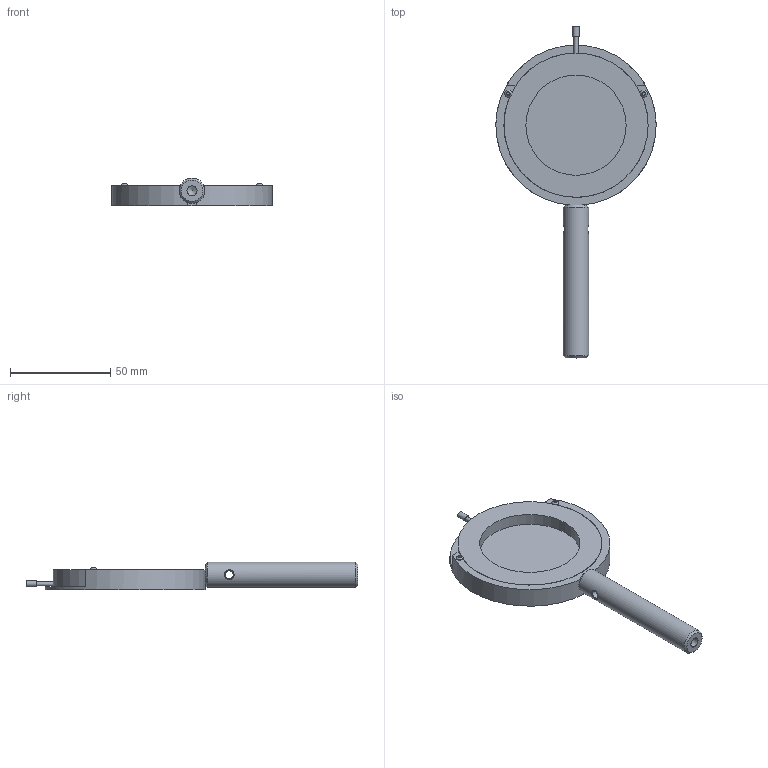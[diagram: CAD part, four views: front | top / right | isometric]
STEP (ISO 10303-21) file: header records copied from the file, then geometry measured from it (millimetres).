
FILE_DESCRIPTION (( 'STEP AP203' ), '1' );
FILE_NAME ('ID0050M.STEP', '2023-08-01T01:53:23', ( '' ), ( '' ), 'SwSTEP 2.0', 'SolidWorks 2022', '' );
FILE_SCHEMA (( 'CONFIG_CONTROL_DESIGN' ));
Length unit declared in the file: millimetre
Products named in the file (1): ID0050M
Bounding box: 79.99 x 165.65 x 13.95 mm (x, y, z)
Volume: 38109.3 mm3; surface area: 21917.6 mm2
Topology: 7 solids, 7 shells, 78 faces, 152 edges, 99 vertices
Faces by surface type: plane 46, cylinder 20, cone 8, sphere 2, bspline 2
Full cylindrical faces by diameter (mm): 1.6 x2, 2 x3, 3 x1, 3.3 x2, 3.5 x2, 4 x2, 5 x1, 12.7 x1, 50 x2, 68 x1, 72 x2
Entity records: 2277 total; most frequent: CARTESIAN_POINT 719, DIRECTION 314, ORIENTED_EDGE 234, AXIS2_PLACEMENT_3D 124, EDGE_LOOP 122, EDGE_CURVE 117, FACE_OUTER_BOUND 101, VERTEX_POINT 93
